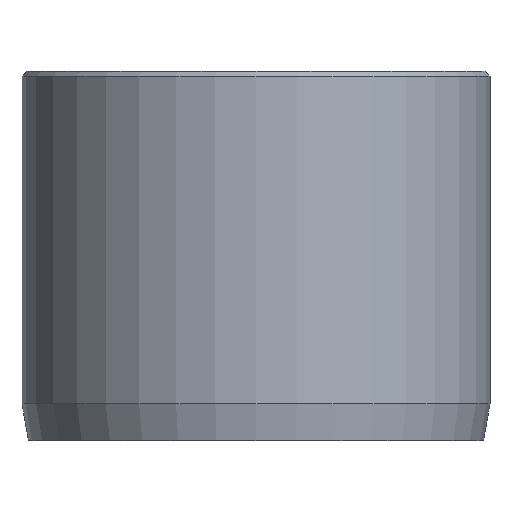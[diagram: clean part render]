
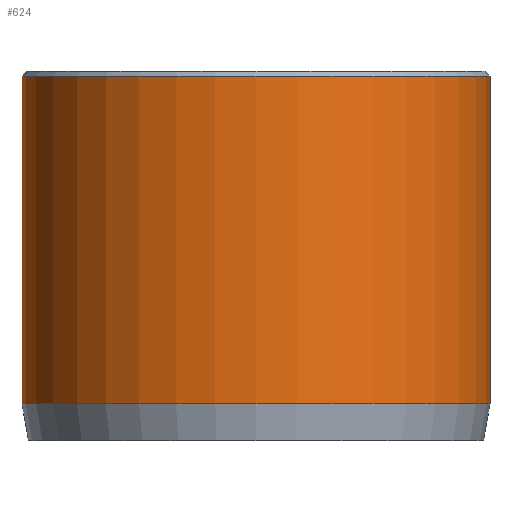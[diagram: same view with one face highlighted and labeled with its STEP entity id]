
A CAD part, front view. The second image highlights one B-rep face of the part: STEP entity #624.
In plain terms, the highlighted cylindrical face has radius 9.5 mm (diameter 19 mm), a partial arc.
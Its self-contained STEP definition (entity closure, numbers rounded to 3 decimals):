
#7 = CARTESIAN_POINT ( 'NONE',  ( 9.5, 0., 1.5 ) ) ;
#14 = CARTESIAN_POINT ( 'NONE',  ( -9.5, 0., 1.5 ) ) ;
#29 = FACE_OUTER_BOUND ( 'NONE', #682, .T. ) ;
#30 = VERTEX_POINT ( 'NONE', #429 ) ;
#56 = EDGE_CURVE ( 'NONE', #30, #177, #418, .T. ) ;
#75 = ORIENTED_EDGE ( 'NONE', *, *, #843, .T. ) ;
#104 = CARTESIAN_POINT ( 'NONE',  ( -9.5, 0., 14.8 ) ) ;
#177 = VERTEX_POINT ( 'NONE', #104 ) ;
#186 = VECTOR ( 'NONE', #217, 1000. ) ;
#217 = DIRECTION ( 'NONE',  ( 0., 0., -1. ) ) ;
#248 = DIRECTION ( 'NONE',  ( 0., 0., -1. ) ) ;
#274 = CARTESIAN_POINT ( 'NONE',  ( 0., 0., 15. ) ) ;
#315 = DIRECTION ( 'NONE',  ( 1., 0., 0. ) ) ;
#328 = DIRECTION ( 'NONE',  ( 0., 0., -1. ) ) ;
#337 = CARTESIAN_POINT ( 'NONE',  ( 0., 0., 14.8 ) ) ;
#345 = DIRECTION ( 'NONE',  ( -1., 0., 0. ) ) ;
#418 = CIRCLE ( 'NONE', #1137, 9.5 ) ;
#429 = CARTESIAN_POINT ( 'NONE',  ( 9.5, 0., 14.8 ) ) ;
#463 = LINE ( 'NONE', #479, #186 ) ;
#479 = CARTESIAN_POINT ( 'NONE',  ( -9.5, 0., 15. ) ) ;
#557 = LINE ( 'NONE', #891, #781 ) ;
#560 = ORIENTED_EDGE ( 'NONE', *, *, #794, .F. ) ;
#624 = ADVANCED_FACE ( 'NONE', ( #29 ), #1006, .T. ) ;
#682 = EDGE_LOOP ( 'NONE', ( #560, #770, #75, #1238 ) ) ;
#728 = AXIS2_PLACEMENT_3D ( 'NONE', #839, #822, #777 ) ;
#770 = ORIENTED_EDGE ( 'NONE', *, *, #56, .T. ) ;
#777 = DIRECTION ( 'NONE',  ( 1., 0., 0. ) ) ;
#781 = VECTOR ( 'NONE', #924, 1000. ) ;
#787 = EDGE_CURVE ( 'NONE', #961, #908, #1054, .T. ) ;
#794 = EDGE_CURVE ( 'NONE', #30, #908, #557, .T. ) ;
#822 = DIRECTION ( 'NONE',  ( 0., 0., 1. ) ) ;
#839 = CARTESIAN_POINT ( 'NONE',  ( 0., 0., 1.5 ) ) ;
#843 = EDGE_CURVE ( 'NONE', #177, #961, #463, .T. ) ;
#891 = CARTESIAN_POINT ( 'NONE',  ( 9.5, 0., 15. ) ) ;
#908 = VERTEX_POINT ( 'NONE', #7 ) ;
#924 = DIRECTION ( 'NONE',  ( 0., 0., -1. ) ) ;
#961 = VERTEX_POINT ( 'NONE', #14 ) ;
#1006 = CYLINDRICAL_SURFACE ( 'NONE', #1184, 9.5 ) ;
#1054 = CIRCLE ( 'NONE', #728, 9.5 ) ;
#1137 = AXIS2_PLACEMENT_3D ( 'NONE', #337, #328, #315 ) ;
#1184 = AXIS2_PLACEMENT_3D ( 'NONE', #274, #248, #345 ) ;
#1238 = ORIENTED_EDGE ( 'NONE', *, *, #787, .T. ) ;
